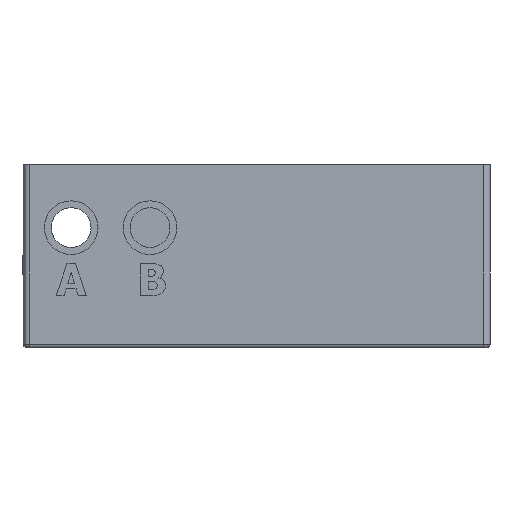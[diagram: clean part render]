
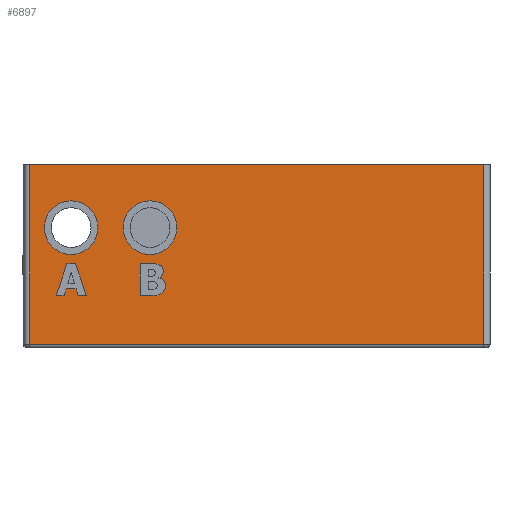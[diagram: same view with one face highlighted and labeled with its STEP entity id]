
A CAD part, front view. The second image highlights one B-rep face of the part: STEP entity #6897.
In plain terms, the highlighted planar face has unit normal (0, -1, 0).
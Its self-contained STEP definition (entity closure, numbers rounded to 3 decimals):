
#224=B_SPLINE_CURVE_WITH_KNOTS('',2,(#9518,#9519,#9520,#9521),
 .UNSPECIFIED.,.F.,.F.,(3,1,3),(0.,1.,2.),.UNSPECIFIED.);
#225=B_SPLINE_CURVE_WITH_KNOTS('',2,(#9537,#9538,#9539,#9540),
 .UNSPECIFIED.,.F.,.F.,(3,1,3),(0.,1.,2.),.UNSPECIFIED.);
#226=B_SPLINE_CURVE_WITH_KNOTS('',2,(#9551,#9552,#9553,#9554),
 .UNSPECIFIED.,.F.,.F.,(3,1,3),(0.,1.,2.),.UNSPECIFIED.);
#227=B_SPLINE_CURVE_WITH_KNOTS('',2,(#9565,#9566,#9567,#9568),
 .UNSPECIFIED.,.F.,.F.,(3,1,3),(0.,1.,2.),.UNSPECIFIED.);
#232=B_SPLINE_CURVE_WITH_KNOTS('',2,(#9651,#9652,#9653,#9654),
 .UNSPECIFIED.,.F.,.F.,(3,1,3),(0.,1.,2.),.UNSPECIFIED.);
#233=B_SPLINE_CURVE_WITH_KNOTS('',2,(#9663,#9664,#9665,#9666),
 .UNSPECIFIED.,.F.,.F.,(3,1,3),(0.,1.,2.),.UNSPECIFIED.);
#462=FACE_BOUND('',#1162,.T.);
#463=FACE_BOUND('',#1163,.T.);
#464=FACE_BOUND('',#1164,.T.);
#465=FACE_BOUND('',#1165,.T.);
#544=PLANE('',#7319);
#749=FACE_OUTER_BOUND('',#1161,.T.);
#1161=EDGE_LOOP('',(#4925,#4926,#4927,#4928));
#1162=EDGE_LOOP('',(#4929,#4930,#4931,#4932,#4933,#4934,#4935,#4936,#4937,
#4938));
#1163=EDGE_LOOP('',(#4939,#4940,#4941,#4942,#4943,#4944,#4945,#4946));
#1164=EDGE_LOOP('',(#4947));
#1165=EDGE_LOOP('',(#4948));
#1630=LINE('',#9526,#2259);
#1641=LINE('',#9632,#2270);
#1643=LINE('',#9636,#2272);
#1645=LINE('',#9640,#2274);
#1649=LINE('',#9674,#2278);
#1652=LINE('',#9680,#2281);
#1655=LINE('',#9686,#2284);
#1658=LINE('',#9692,#2287);
#1665=LINE('',#9707,#2294);
#1668=LINE('',#9713,#2297);
#1671=LINE('',#9719,#2300);
#1674=LINE('',#9723,#2303);
#1680=LINE('',#9738,#2309);
#1681=LINE('',#9740,#2310);
#1682=LINE('',#9742,#2311);
#1683=LINE('',#9743,#2312);
#2259=VECTOR('',#7814,10.);
#2270=VECTOR('',#7831,10.);
#2272=VECTOR('',#7835,10.);
#2274=VECTOR('',#7839,10.);
#2278=VECTOR('',#7845,10.);
#2281=VECTOR('',#7850,10.);
#2284=VECTOR('',#7855,10.);
#2287=VECTOR('',#7860,10.);
#2294=VECTOR('',#7871,10.);
#2297=VECTOR('',#7876,10.);
#2300=VECTOR('',#7881,10.);
#2303=VECTOR('',#7886,10.);
#2309=VECTOR('',#7902,10.);
#2310=VECTOR('',#7903,10.);
#2311=VECTOR('',#7904,10.);
#2312=VECTOR('',#7905,10.);
#2845=CIRCLE('',#7320,8.5);
#2846=CIRCLE('',#7321,8.5);
#3043=VERTEX_POINT('',#9515);
#3044=VERTEX_POINT('',#9517);
#3045=VERTEX_POINT('',#9524);
#3046=VERTEX_POINT('',#9535);
#3047=VERTEX_POINT('',#9549);
#3048=VERTEX_POINT('',#9563);
#3053=VERTEX_POINT('',#9630);
#3054=VERTEX_POINT('',#9634);
#3055=VERTEX_POINT('',#9638);
#3056=VERTEX_POINT('',#9649);
#3059=VERTEX_POINT('',#9671);
#3060=VERTEX_POINT('',#9673);
#3062=VERTEX_POINT('',#9679);
#3064=VERTEX_POINT('',#9685);
#3066=VERTEX_POINT('',#9691);
#3072=VERTEX_POINT('',#9706);
#3074=VERTEX_POINT('',#9712);
#3076=VERTEX_POINT('',#9718);
#3079=VERTEX_POINT('',#9736);
#3080=VERTEX_POINT('',#9737);
#3081=VERTEX_POINT('',#9739);
#3082=VERTEX_POINT('',#9741);
#3083=VERTEX_POINT('',#9744);
#3084=VERTEX_POINT('',#9746);
#3739=EDGE_CURVE('',#3044,#3043,#224,.T.);
#3742=EDGE_CURVE('',#3043,#3045,#1630,.T.);
#3744=EDGE_CURVE('',#3045,#3046,#225,.T.);
#3746=EDGE_CURVE('',#3046,#3047,#226,.T.);
#3748=EDGE_CURVE('',#3047,#3048,#227,.T.);
#3760=EDGE_CURVE('',#3048,#3053,#1641,.T.);
#3762=EDGE_CURVE('',#3053,#3054,#1643,.T.);
#3764=EDGE_CURVE('',#3054,#3055,#1645,.T.);
#3766=EDGE_CURVE('',#3055,#3056,#232,.T.);
#3767=EDGE_CURVE('',#3056,#3044,#233,.T.);
#3770=EDGE_CURVE('',#3060,#3059,#1649,.T.);
#3773=EDGE_CURVE('',#3062,#3060,#1652,.T.);
#3776=EDGE_CURVE('',#3064,#3062,#1655,.T.);
#3779=EDGE_CURVE('',#3066,#3064,#1658,.T.);
#3786=EDGE_CURVE('',#3072,#3066,#1665,.T.);
#3789=EDGE_CURVE('',#3074,#3072,#1668,.T.);
#3792=EDGE_CURVE('',#3076,#3074,#1671,.T.);
#3795=EDGE_CURVE('',#3059,#3076,#1674,.T.);
#3801=EDGE_CURVE('',#3079,#3080,#1680,.T.);
#3802=EDGE_CURVE('',#3081,#3079,#1681,.T.);
#3803=EDGE_CURVE('',#3082,#3081,#1682,.T.);
#3804=EDGE_CURVE('',#3080,#3082,#1683,.T.);
#3805=EDGE_CURVE('',#3083,#3083,#2845,.T.);
#3806=EDGE_CURVE('',#3084,#3084,#2846,.T.);
#4925=ORIENTED_EDGE('',*,*,#3801,.F.);
#4926=ORIENTED_EDGE('',*,*,#3802,.F.);
#4927=ORIENTED_EDGE('',*,*,#3803,.F.);
#4928=ORIENTED_EDGE('',*,*,#3804,.F.);
#4929=ORIENTED_EDGE('',*,*,#3739,.T.);
#4930=ORIENTED_EDGE('',*,*,#3742,.T.);
#4931=ORIENTED_EDGE('',*,*,#3744,.T.);
#4932=ORIENTED_EDGE('',*,*,#3746,.T.);
#4933=ORIENTED_EDGE('',*,*,#3748,.T.);
#4934=ORIENTED_EDGE('',*,*,#3760,.T.);
#4935=ORIENTED_EDGE('',*,*,#3762,.T.);
#4936=ORIENTED_EDGE('',*,*,#3764,.T.);
#4937=ORIENTED_EDGE('',*,*,#3766,.T.);
#4938=ORIENTED_EDGE('',*,*,#3767,.T.);
#4939=ORIENTED_EDGE('',*,*,#3770,.T.);
#4940=ORIENTED_EDGE('',*,*,#3795,.T.);
#4941=ORIENTED_EDGE('',*,*,#3792,.T.);
#4942=ORIENTED_EDGE('',*,*,#3789,.T.);
#4943=ORIENTED_EDGE('',*,*,#3786,.T.);
#4944=ORIENTED_EDGE('',*,*,#3779,.T.);
#4945=ORIENTED_EDGE('',*,*,#3776,.T.);
#4946=ORIENTED_EDGE('',*,*,#3773,.T.);
#4947=ORIENTED_EDGE('',*,*,#3805,.T.);
#4948=ORIENTED_EDGE('',*,*,#3806,.T.);
#6897=ADVANCED_FACE('',(#749,#462,#463,#464,#465),#544,.T.);
#7319=AXIS2_PLACEMENT_3D('',#9735,#7900,#7901);
#7320=AXIS2_PLACEMENT_3D('',#9745,#7906,#7907);
#7321=AXIS2_PLACEMENT_3D('',#9747,#7908,#7909);
#7814=DIRECTION('',(0.,0.,-1.));
#7831=DIRECTION('',(-1.,0.,0.));
#7835=DIRECTION('',(0.,0.,1.));
#7839=DIRECTION('',(1.,0.,0.));
#7845=DIRECTION('',(-1.,0.,0.));
#7850=DIRECTION('',(-0.292,0.,0.956));
#7855=DIRECTION('',(-1.,0.,0.));
#7860=DIRECTION('',(0.32,0.,-0.947));
#7871=DIRECTION('',(1.,0.,0.));
#7876=DIRECTION('',(0.32,0.,0.947));
#7881=DIRECTION('',(-1.,0.,0.));
#7886=DIRECTION('',(-0.296,0.,-0.955));
#7900=DIRECTION('center_axis',(0.,-1.,0.));
#7901=DIRECTION('ref_axis',(1.,0.,0.));
#7902=DIRECTION('',(0.,0.,1.));
#7903=DIRECTION('',(-1.,0.,0.));
#7904=DIRECTION('',(0.,0.,-1.));
#7905=DIRECTION('',(1.,0.,0.));
#7906=DIRECTION('center_axis',(0.,1.,0.));
#7907=DIRECTION('ref_axis',(-1.,0.,0.));
#7908=DIRECTION('center_axis',(0.,1.,0.));
#7909=DIRECTION('ref_axis',(-1.,0.,0.));
#9515=CARTESIAN_POINT('',(43.015,0.,22.061));
#9517=CARTESIAN_POINT('',(44.393,0.,24.201));
#9518=CARTESIAN_POINT('Ctrl Pts',(44.393,0.,24.201));
#9519=CARTESIAN_POINT('Ctrl Pts',(44.393,0.,23.471));
#9520=CARTESIAN_POINT('Ctrl Pts',(43.663,0.,22.329));
#9521=CARTESIAN_POINT('Ctrl Pts',(43.015,0.,22.061));
#9524=CARTESIAN_POINT('',(43.015,0.,22.013));
#9526=CARTESIAN_POINT('',(43.015,0.,11.031));
#9535=CARTESIAN_POINT('',(45.057,0.,19.59));
#9537=CARTESIAN_POINT('Ctrl Pts',(43.015,0.,22.013));
#9538=CARTESIAN_POINT('Ctrl Pts',(43.947,0.,21.818));
#9539=CARTESIAN_POINT('Ctrl Pts',(45.057,0.,20.611));
#9540=CARTESIAN_POINT('Ctrl Pts',(45.057,0.,19.59));
#9549=CARTESIAN_POINT('',(44.02,0.,17.345));
#9551=CARTESIAN_POINT('Ctrl Pts',(45.057,0.,19.59));
#9552=CARTESIAN_POINT('Ctrl Pts',(45.057,0.,18.844));
#9553=CARTESIAN_POINT('Ctrl Pts',(44.49,0.,17.718));
#9554=CARTESIAN_POINT('Ctrl Pts',(44.02,0.,17.345));
#9563=CARTESIAN_POINT('',(41.062,0.,16.526));
#9565=CARTESIAN_POINT('Ctrl Pts',(44.02,0.,17.345));
#9566=CARTESIAN_POINT('Ctrl Pts',(43.453,0.,16.899));
#9567=CARTESIAN_POINT('Ctrl Pts',(42.108,0.,16.526));
#9568=CARTESIAN_POINT('Ctrl Pts',(41.062,0.,16.526));
#9630=CARTESIAN_POINT('',(37.067,0.,16.526));
#9632=CARTESIAN_POINT('',(20.531,0.,16.526));
#9634=CARTESIAN_POINT('',(37.067,0.,26.526));
#9636=CARTESIAN_POINT('',(37.067,0.,8.263));
#9638=CARTESIAN_POINT('',(40.592,0.,26.526));
#9640=CARTESIAN_POINT('',(18.534,0.,26.526));
#9649=CARTESIAN_POINT('',(43.323,0.,26.089));
#9651=CARTESIAN_POINT('Ctrl Pts',(40.592,0.,26.526));
#9652=CARTESIAN_POINT('Ctrl Pts',(41.694,0.,26.526));
#9653=CARTESIAN_POINT('Ctrl Pts',(42.829,0.,26.356));
#9654=CARTESIAN_POINT('Ctrl Pts',(43.323,0.,26.089));
#9663=CARTESIAN_POINT('Ctrl Pts',(43.323,0.,26.089));
#9664=CARTESIAN_POINT('Ctrl Pts',(43.866,0.,25.805));
#9665=CARTESIAN_POINT('Ctrl Pts',(44.393,0.,24.833));
#9666=CARTESIAN_POINT('Ctrl Pts',(44.393,0.,24.201));
#9671=CARTESIAN_POINT('',(13.607,0.,18.568));
#9673=CARTESIAN_POINT('',(16.751,0.,18.568));
#9674=CARTESIAN_POINT('',(8.375,0.,18.568));
#9679=CARTESIAN_POINT('',(17.375,0.,16.526));
#9680=CARTESIAN_POINT('',(18.942,0.,11.397));
#9685=CARTESIAN_POINT('',(19.96,0.,16.526));
#9686=CARTESIAN_POINT('',(9.98,0.,16.526));
#9691=CARTESIAN_POINT('',(16.581,0.,26.526));
#9692=CARTESIAN_POINT('',(19.754,0.,17.137));
#9706=CARTESIAN_POINT('',(13.842,0.,26.526));
#9707=CARTESIAN_POINT('',(6.921,0.,26.526));
#9712=CARTESIAN_POINT('',(10.462,0.,16.526));
#9713=CARTESIAN_POINT('',(7.42,0.,7.523));
#9718=CARTESIAN_POINT('',(12.975,0.,16.526));
#9719=CARTESIAN_POINT('',(6.487,0.,16.526));
#9723=CARTESIAN_POINT('',(10.389,0.,8.174));
#9735=CARTESIAN_POINT('Origin',(0.,0.,0.));
#9736=CARTESIAN_POINT('',(2.,0.,1.));
#9737=CARTESIAN_POINT('',(2.,0.,58.));
#9738=CARTESIAN_POINT('',(2.,0.,0.));
#9739=CARTESIAN_POINT('',(146.,0.,1.));
#9740=CARTESIAN_POINT('',(37.,0.,1.));
#9741=CARTESIAN_POINT('',(146.,0.,58.));
#9742=CARTESIAN_POINT('',(146.,0.,0.));
#9743=CARTESIAN_POINT('',(0.,0.,58.));
#9744=CARTESIAN_POINT('',(23.7,0.,38.));
#9745=CARTESIAN_POINT('Origin',(15.2,0.,38.));
#9746=CARTESIAN_POINT('',(48.7,0.,38.));
#9747=CARTESIAN_POINT('Origin',(40.2,0.,38.));
